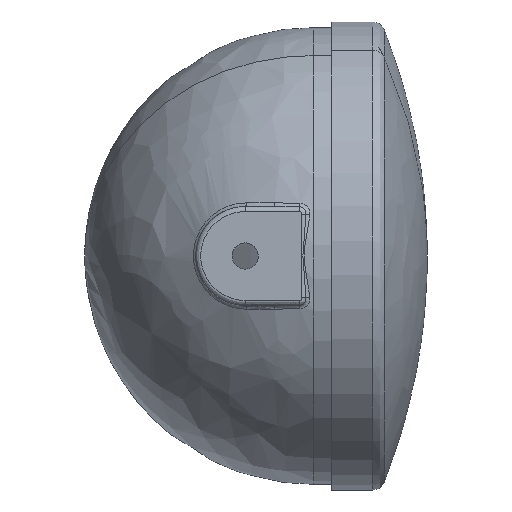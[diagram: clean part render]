
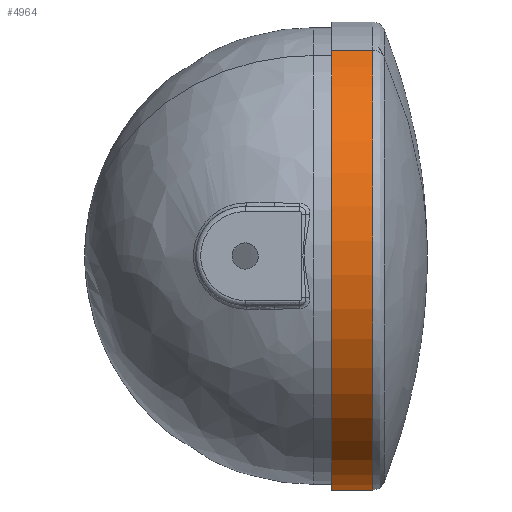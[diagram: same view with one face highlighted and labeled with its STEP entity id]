
A CAD part, front view. The second image highlights one B-rep face of the part: STEP entity #4964.
In plain terms, the highlighted free-form (B-spline) face has degree [2, 1] with [5, 2] control points.
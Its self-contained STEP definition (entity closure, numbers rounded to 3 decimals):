
#4937 = EDGE_CURVE('',#4938,#4940,#4942,.T.);
#4938 = VERTEX_POINT('',#4939);
#4939 = CARTESIAN_POINT('',(-26.962,-61.4,
    112.392));
#4940 = VERTEX_POINT('',#4941);
#4941 = CARTESIAN_POINT('',(-26.962,61.4,
    -112.392));
#4942 = ( BOUNDED_CURVE() B_SPLINE_CURVE(2,(#4943,#4944,#4945,#4946,
#4947),.UNSPECIFIED.,.F.,.F.) B_SPLINE_CURVE_WITH_KNOTS((3,2,3),(0.5,
2.071,3.642),.PIECEWISE_BEZIER_KNOTS.) CURVE() 
GEOMETRIC_REPRESENTATION_ITEM() RATIONAL_B_SPLINE_CURVE((1.,
0.707,1.,0.707,1.)) REPRESENTATION_ITEM('') );
#4943 = CARTESIAN_POINT('',(-26.962,-61.4,
    112.392));
#4944 = CARTESIAN_POINT('',(-26.962,-173.792,
    50.992));
#4945 = CARTESIAN_POINT('',(-26.962,-112.392,
    -61.4));
#4946 = CARTESIAN_POINT('',(-26.962,-50.992,
    -173.792));
#4947 = CARTESIAN_POINT('',(-26.962,61.4,
    -112.392));
#4964 = ADVANCED_FACE('',(#4965),#4990,.T.);
#4965 = FACE_BOUND('',#4966,.T.);
#4966 = EDGE_LOOP('',(#4967,#4979,#4984,#4985));
#4967 = ORIENTED_EDGE('',*,*,#4968,.F.);
#4968 = EDGE_CURVE('',#4969,#4971,#4973,.T.);
#4969 = VERTEX_POINT('',#4970);
#4970 = CARTESIAN_POINT('',(-4.551,-61.4,
    112.392));
#4971 = VERTEX_POINT('',#4972);
#4972 = CARTESIAN_POINT('',(-4.551,61.4,
    -112.392));
#4973 = ( BOUNDED_CURVE() B_SPLINE_CURVE(2,(#4974,#4975,#4976,#4977,
#4978),.UNSPECIFIED.,.F.,.F.) B_SPLINE_CURVE_WITH_KNOTS((3,2,3),(0.5,
2.071,3.642),.PIECEWISE_BEZIER_KNOTS.) CURVE() 
GEOMETRIC_REPRESENTATION_ITEM() RATIONAL_B_SPLINE_CURVE((1.,
0.707,1.,0.707,1.)) REPRESENTATION_ITEM('') );
#4974 = CARTESIAN_POINT('',(-4.551,-61.4,
    112.392));
#4975 = CARTESIAN_POINT('',(-4.551,-173.792,
    50.992));
#4976 = CARTESIAN_POINT('',(-4.551,-112.392,
    -61.4));
#4977 = CARTESIAN_POINT('',(-4.551,-50.992,
    -173.792));
#4978 = CARTESIAN_POINT('',(-4.551,61.4,
    -112.392));
#4979 = ORIENTED_EDGE('',*,*,#4980,.F.);
#4980 = EDGE_CURVE('',#4938,#4969,#4981,.T.);
#4981 = B_SPLINE_CURVE_WITH_KNOTS('',1,(#4982,#4983),.UNSPECIFIED.,.F.,
  .F.,(2,2),(-8.312,8.312),.PIECEWISE_BEZIER_KNOTS.);
#4982 = CARTESIAN_POINT('',(-26.962,-61.4,
    112.392));
#4983 = CARTESIAN_POINT('',(-4.551,-61.4,
    112.392));
#4984 = ORIENTED_EDGE('',*,*,#4937,.T.);
#4985 = ORIENTED_EDGE('',*,*,#4986,.T.);
#4986 = EDGE_CURVE('',#4940,#4971,#4987,.T.);
#4987 = B_SPLINE_CURVE_WITH_KNOTS('',1,(#4988,#4989),.UNSPECIFIED.,.F.,
  .F.,(2,2),(-8.312,8.312),.PIECEWISE_BEZIER_KNOTS.);
#4988 = CARTESIAN_POINT('',(-26.962,61.4,
    -112.392));
#4989 = CARTESIAN_POINT('',(-4.551,61.4,
    -112.392));
#4990 = ( BOUNDED_SURFACE() B_SPLINE_SURFACE(2,1,(
    (#4991,#4992)
    ,(#4993,#4994)
    ,(#4995,#4996)
    ,(#4997,#4998)
    ,(#4999,#5000
)),.UNSPECIFIED.,.F.,.F.,.F.) B_SPLINE_SURFACE_WITH_KNOTS((3,2,3),(2,2),
  (0.,1.571,3.142),(0.,16.624),
.PIECEWISE_BEZIER_KNOTS.) GEOMETRIC_REPRESENTATION_ITEM() 
RATIONAL_B_SPLINE_SURFACE((
    (1.,1.)
    ,(0.707,0.707)
    ,(1.,1.)
    ,(0.707,0.707)
,(1.,1.))) REPRESENTATION_ITEM('') SURFACE() );
#4991 = CARTESIAN_POINT('',(-26.962,-61.4,
    112.392));
#4992 = CARTESIAN_POINT('',(-4.551,-61.4,
    112.392));
#4993 = CARTESIAN_POINT('',(-26.962,-173.792,
    50.992));
#4994 = CARTESIAN_POINT('',(-4.551,-173.792,
    50.992));
#4995 = CARTESIAN_POINT('',(-26.962,-112.392,
    -61.4));
#4996 = CARTESIAN_POINT('',(-4.551,-112.392,
    -61.4));
#4997 = CARTESIAN_POINT('',(-26.962,-50.992,
    -173.792));
#4998 = CARTESIAN_POINT('',(-4.551,-50.992,
    -173.792));
#4999 = CARTESIAN_POINT('',(-26.962,61.4,
    -112.392));
#5000 = CARTESIAN_POINT('',(-4.551,61.4,
    -112.392));
